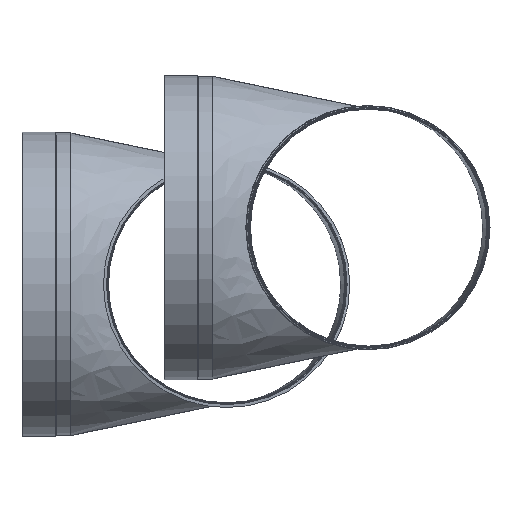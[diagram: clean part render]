
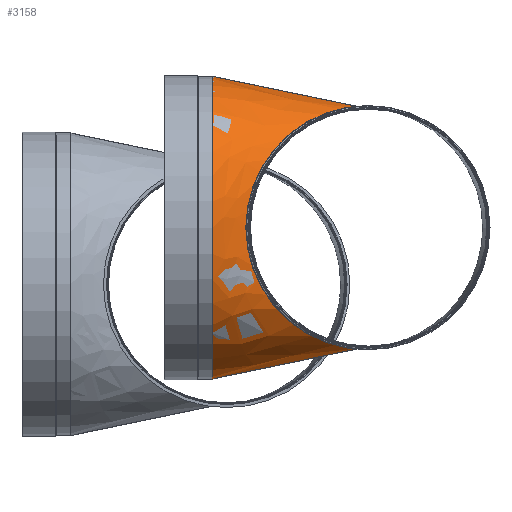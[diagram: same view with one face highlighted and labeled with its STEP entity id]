
A CAD part, left-side view. The second image highlights one B-rep face of the part: STEP entity #3158.
In plain terms, the highlighted free-form (B-spline) face has degree [3, 3] with [17, 4] control points.
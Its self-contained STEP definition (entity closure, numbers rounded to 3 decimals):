
#539=ELLIPSE('',#3655,348.931,251.);
#767=CIRCLE('',#3654,316.);
#796=B_SPLINE_SURFACE_WITH_KNOTS('',3,3,((#7508,#7509,#7510,#7511),(#7512,
#7513,#7514,#7515),(#7516,#7517,#7518,#7519),(#7520,#7521,#7522,#7523),
(#7524,#7525,#7526,#7527),(#7528,#7529,#7530,#7531),(#7532,#7533,#7534,
#7535),(#7536,#7537,#7538,#7539),(#7540,#7541,#7542,#7543),(#7544,#7545,
#7546,#7547),(#7548,#7549,#7550,#7551),(#7552,#7553,#7554,#7555),(#7556,
#7557,#7558,#7559),(#7560,#7561,#7562,#7563),(#7564,#7565,#7566,#7567),
(#7568,#7569,#7570,#7571),(#7572,#7573,#7574,#7575)),.UNSPECIFIED.,.F.,
 .F.,.F.,(4,1,1,1,1,1,1,1,1,1,1,1,1,1,4),(4,4),(0.,0.071,0.143,
0.19,0.286,0.333,0.429,
0.524,0.571,0.667,0.714,
0.786,0.857,0.929,1.),(0.,1.),
 .UNSPECIFIED.);
#1194=FACE_OUTER_BOUND('',#1676,.T.);
#1676=EDGE_LOOP('',(#2863,#2864,#2865,#2866));
#1722=LINE('',#7580,#1740);
#1723=LINE('',#7583,#1741);
#1740=VECTOR('',#4657,320.657);
#1741=VECTOR('',#4660,320.657);
#2000=VERTEX_POINT('',#7576);
#2001=VERTEX_POINT('',#7577);
#2002=VERTEX_POINT('',#7579);
#2003=VERTEX_POINT('',#7581);
#2290=EDGE_CURVE('',#2000,#2001,#767,.T.);
#2291=EDGE_CURVE('',#2001,#2002,#1722,.T.);
#2292=EDGE_CURVE('',#2003,#2002,#539,.T.);
#2293=EDGE_CURVE('',#2000,#2003,#1723,.T.);
#2863=ORIENTED_EDGE('',*,*,#2290,.T.);
#2864=ORIENTED_EDGE('',*,*,#2291,.T.);
#2865=ORIENTED_EDGE('',*,*,#2292,.F.);
#2866=ORIENTED_EDGE('',*,*,#2293,.F.);
#3158=ADVANCED_FACE('',(#1194),#796,.T.);
#3654=AXIS2_PLACEMENT_3D('',#7578,#4655,#4656);
#3655=AXIS2_PLACEMENT_3D('',#7582,#4658,#4659);
#4655=DIRECTION('center_axis',(0.,1.,0.));
#4656=DIRECTION('ref_axis',(0.,0.,-1.));
#4657=DIRECTION('',(0.,-0.979,-0.203));
#4658=DIRECTION('center_axis',(0.695,0.719,0.));
#4659=DIRECTION('ref_axis',(-0.719,0.695,0.));
#4660=DIRECTION('',(0.,-0.979,0.203));
#7508=CARTESIAN_POINT('Ctrl Pts',(0.,314.,-316.));
#7509=CARTESIAN_POINT('Ctrl Pts',(0.,209.333,
-294.333));
#7510=CARTESIAN_POINT('Ctrl Pts',(0.,104.667,
-272.667));
#7511=CARTESIAN_POINT('Ctrl Pts',(0.,0.,
-251.));
#7512=CARTESIAN_POINT('Ctrl Pts',(-23.637,314.,-316.));
#7513=CARTESIAN_POINT('Ctrl Pts',(-22.016,215.376,-294.334));
#7514=CARTESIAN_POINT('Ctrl Pts',(-20.395,116.755,-272.666));
#7515=CARTESIAN_POINT('Ctrl Pts',(-18.775,18.131,-251.));
#7516=CARTESIAN_POINT('Ctrl Pts',(-70.913,314.,-310.679));
#7517=CARTESIAN_POINT('Ctrl Pts',(-66.05,227.466,-289.377));
#7518=CARTESIAN_POINT('Ctrl Pts',(-61.189,140.928,-268.075));
#7519=CARTESIAN_POINT('Ctrl Pts',(-56.326,54.394,-246.773));
#7520=CARTESIAN_POINT('Ctrl Pts',(-130.773,314.,-289.718));
#7521=CARTESIAN_POINT('Ctrl Pts',(-121.807,242.769,-269.854));
#7522=CARTESIAN_POINT('Ctrl Pts',(-112.84,171.54,-249.989));
#7523=CARTESIAN_POINT('Ctrl Pts',(-103.874,100.31,-230.124));
#7524=CARTESIAN_POINT('Ctrl Pts',(-192.368,314.,-254.175));
#7525=CARTESIAN_POINT('Ctrl Pts',(-179.178,258.52,-236.747));
#7526=CARTESIAN_POINT('Ctrl Pts',(-165.989,203.037,-219.32));
#7527=CARTESIAN_POINT('Ctrl Pts',(-152.799,147.556,-201.892));
#7528=CARTESIAN_POINT('Ctrl Pts',(-239.086,314.,-210.823));
#7529=CARTESIAN_POINT('Ctrl Pts',(-222.694,270.463,-196.368));
#7530=CARTESIAN_POINT('Ctrl Pts',(-206.3,226.928,-181.913));
#7531=CARTESIAN_POINT('Ctrl Pts',(-189.907,183.391,-167.458));
#7532=CARTESIAN_POINT('Ctrl Pts',(-283.594,314.,-145.537));
#7533=CARTESIAN_POINT('Ctrl Pts',(-264.149,281.843,-135.558));
#7534=CARTESIAN_POINT('Ctrl Pts',(-244.704,249.688,-125.58));
#7535=CARTESIAN_POINT('Ctrl Pts',(-225.26,217.531,-115.601));
#7536=CARTESIAN_POINT('Ctrl Pts',(-312.723,314.,-71.377));
#7537=CARTESIAN_POINT('Ctrl Pts',(-291.281,289.291,-66.483));
#7538=CARTESIAN_POINT('Ctrl Pts',(-269.839,264.583,-61.589));
#7539=CARTESIAN_POINT('Ctrl Pts',(-248.397,239.874,-56.695));
#7540=CARTESIAN_POINT('Ctrl Pts',(-318.656,314.,8.078));
#7541=CARTESIAN_POINT('Ctrl Pts',(-296.807,290.808,7.524));
#7542=CARTESIAN_POINT('Ctrl Pts',(-274.958,267.617,6.97));
#7543=CARTESIAN_POINT('Ctrl Pts',(-253.109,244.425,6.416));
#7544=CARTESIAN_POINT('Ctrl Pts',(-306.882,314.,86.21));
#7545=CARTESIAN_POINT('Ctrl Pts',(-285.841,287.797,80.299));
#7546=CARTESIAN_POINT('Ctrl Pts',(-264.799,261.597,74.387));
#7547=CARTESIAN_POINT('Ctrl Pts',(-243.758,235.394,68.477));
#7548=CARTESIAN_POINT('Ctrl Pts',(-283.6,314.,145.538));
#7549=CARTESIAN_POINT('Ctrl Pts',(-264.155,281.846,135.559));
#7550=CARTESIAN_POINT('Ctrl Pts',(-244.71,249.689,125.58));
#7551=CARTESIAN_POINT('Ctrl Pts',(-225.265,217.535,115.601));
#7552=CARTESIAN_POINT('Ctrl Pts',(-243.528,314.,204.287));
#7553=CARTESIAN_POINT('Ctrl Pts',(-226.83,271.599,190.28));
#7554=CARTESIAN_POINT('Ctrl Pts',(-210.132,229.199,176.273));
#7555=CARTESIAN_POINT('Ctrl Pts',(-193.435,186.798,162.266));
#7556=CARTESIAN_POINT('Ctrl Pts',(-198.686,314.,249.143));
#7557=CARTESIAN_POINT('Ctrl Pts',(-185.063,260.136,232.06));
#7558=CARTESIAN_POINT('Ctrl Pts',(-171.441,206.267,214.978));
#7559=CARTESIAN_POINT('Ctrl Pts',(-157.817,152.403,197.895));
#7560=CARTESIAN_POINT('Ctrl Pts',(-138.26,314.,287.104));
#7561=CARTESIAN_POINT('Ctrl Pts',(-128.78,244.684,267.419));
#7562=CARTESIAN_POINT('Ctrl Pts',(-119.3,175.368,247.734));
#7563=CARTESIAN_POINT('Ctrl Pts',(-109.82,106.052,228.048));
#7564=CARTESIAN_POINT('Ctrl Pts',(-70.91,314.,310.675));
#7565=CARTESIAN_POINT('Ctrl Pts',(-66.048,227.465,289.373));
#7566=CARTESIAN_POINT('Ctrl Pts',(-61.187,140.927,268.072));
#7567=CARTESIAN_POINT('Ctrl Pts',(-56.324,54.392,246.77));
#7568=CARTESIAN_POINT('Ctrl Pts',(-23.637,314.,316.));
#7569=CARTESIAN_POINT('Ctrl Pts',(-22.016,215.376,294.333));
#7570=CARTESIAN_POINT('Ctrl Pts',(-20.395,116.754,272.667));
#7571=CARTESIAN_POINT('Ctrl Pts',(-18.775,18.131,251.));
#7572=CARTESIAN_POINT('Ctrl Pts',(0.,314.,316.));
#7573=CARTESIAN_POINT('Ctrl Pts',(0.,209.333,
294.333));
#7574=CARTESIAN_POINT('Ctrl Pts',(0.,104.667,
272.667));
#7575=CARTESIAN_POINT('Ctrl Pts',(0.,0.,
251.));
#7576=CARTESIAN_POINT('',(0.,314.,-316.));
#7577=CARTESIAN_POINT('',(0.,314.,316.));
#7578=CARTESIAN_POINT('Origin',(0.,314.,0.));
#7579=CARTESIAN_POINT('',(0.,0.,251.));
#7580=CARTESIAN_POINT('',(0.,314.,316.));
#7581=CARTESIAN_POINT('',(0.,0.,-251.));
#7582=CARTESIAN_POINT('Origin',(0.,0.,0.));
#7583=CARTESIAN_POINT('',(0.,314.,-316.));
